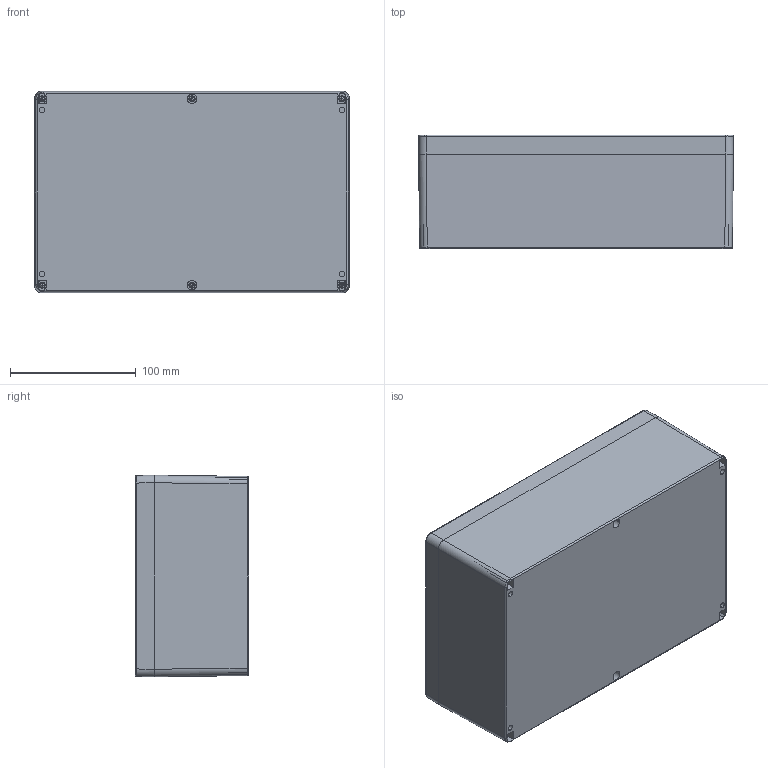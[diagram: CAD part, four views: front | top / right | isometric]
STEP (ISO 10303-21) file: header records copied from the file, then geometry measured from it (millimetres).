
FILE_DESCRIPTION((''),'2;1');
FILE_NAME('CT-901_ASM','2010-09-14T',('M.Fehring'),(''),'PRO/ENGINEER BY PARAMETRIC TECHNOLOGY CORPORATION, 2005070','PRO/ENGINEER BY PARAMETRIC TECHNOLOGY CORPORATION, 2005070','');
FILE_SCHEMA(('AUTOMOTIVE_DESIGN_CC2 { 1 2 10303 214 -1 1 5 2 }'));
Length unit declared in the file: millimetre
Products named in the file (6): CT-901_CT-911_UNTERTEIL; CT-901_DECKEL; 9501071000_001; 9266001000_EINBAU; 9501071000_ASM; CT-901_ASM
Assembly tree (10 placements, depth 3):
  CT-901_ASM
    CT-901_CT-911_UNTERTEIL
    CT-901_DECKEL
    9501071000_ASM  x6
      9501071000_001
      9266001000_EINBAU
Bounding box: 250 x 90 x 160 mm (x, y, z)
Volume: 507828.4 mm3; surface area: 335155.4 mm2
Topology: 14 solids, 14 shells, 869 faces, 2332 edges, 1510 vertices
Faces by surface type: plane 425, cylinder 240, cone 112, bspline 68, torus 12, sphere 12
Entity records: 26880 total; most frequent: CARTESIAN_POINT 7406, DIRECTION 3080, ORIENTED_EDGE 3080, PRESENTATION_STYLE_ASSIGNMENT 1544, STYLED_ITEM 1544, CURVE_STYLE 1540, EDGE_CURVE 1540, AXIS2_PLACEMENT_3D 1099
